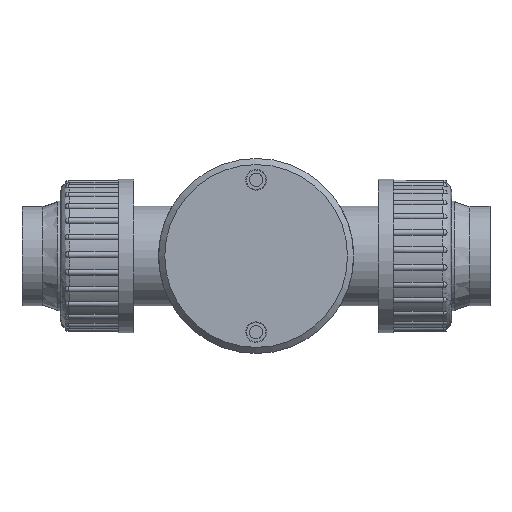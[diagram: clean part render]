
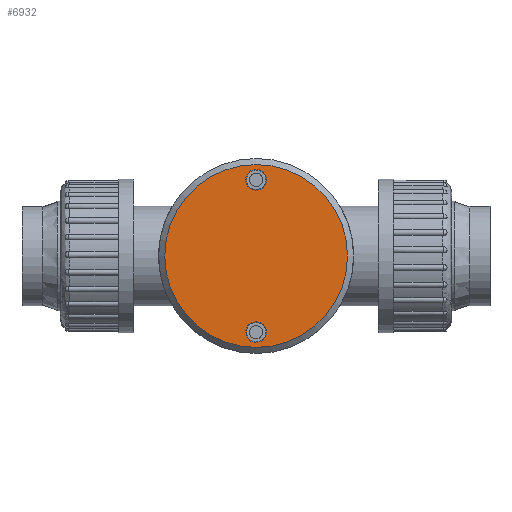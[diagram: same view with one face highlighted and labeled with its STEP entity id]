
A CAD part, front view. The second image highlights one B-rep face of the part: STEP entity #6932.
In plain terms, the highlighted planar face has unit normal (0, -1, 0).
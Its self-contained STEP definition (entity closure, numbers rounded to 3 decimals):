
#37 = ORIENTED_EDGE ( 'NONE', *, *, #805, .F. ) ;
#52 = CARTESIAN_POINT ( 'NONE',  ( 0., 0., -25. ) ) ;
#54 = CARTESIAN_POINT ( 'NONE',  ( 0., 0., 25. ) ) ;
#565 = CARTESIAN_POINT ( 'NONE',  ( 0., 0., 0. ) ) ;
#569 = AXIS2_PLACEMENT_3D ( 'NONE', #54, #5157, #7026 ) ;
#687 = FACE_BOUND ( 'NONE', #7325, .T. ) ;
#805 = EDGE_CURVE ( 'NONE', #3876, #3876, #7572, .T. ) ;
#1189 = DIRECTION ( 'NONE',  ( 0., -1., 0. ) ) ;
#1242 = CIRCLE ( 'NONE', #569, 3.175 ) ;
#1365 = DIRECTION ( 'NONE',  ( 0., -1., 0. ) ) ;
#1607 = VERTEX_POINT ( 'NONE', #3445 ) ;
#1860 = DIRECTION ( 'NONE',  ( 0., 0., 1. ) ) ;
#1902 = FACE_OUTER_BOUND ( 'NONE', #6326, .T. ) ;
#1972 = EDGE_CURVE ( 'NONE', #6116, #6116, #1242, .T. ) ;
#2130 = AXIS2_PLACEMENT_3D ( 'NONE', #5698, #1189, #1860 ) ;
#2251 = AXIS2_PLACEMENT_3D ( 'NONE', #565, #7741, #7654 ) ;
#3445 = CARTESIAN_POINT ( 'NONE',  ( 0., 0., 30. ) ) ;
#3876 = VERTEX_POINT ( 'NONE', #6451 ) ;
#3932 = DIRECTION ( 'NONE',  ( 0., 0., -1. ) ) ;
#4430 = EDGE_CURVE ( 'NONE', #1607, #1607, #4536, .T. ) ;
#4434 = AXIS2_PLACEMENT_3D ( 'NONE', #52, #1365, #3932 ) ;
#4536 = CIRCLE ( 'NONE', #2130, 30. ) ;
#5105 = FACE_BOUND ( 'NONE', #5189, .T. ) ;
#5157 = DIRECTION ( 'NONE',  ( 0., -1., 0. ) ) ;
#5189 = EDGE_LOOP ( 'NONE', ( #37 ) ) ;
#5356 = CARTESIAN_POINT ( 'NONE',  ( 0., 0., 21.825 ) ) ;
#5698 = CARTESIAN_POINT ( 'NONE',  ( 0., 0., 0. ) ) ;
#6116 = VERTEX_POINT ( 'NONE', #5356 ) ;
#6227 = ORIENTED_EDGE ( 'NONE', *, *, #4430, .T. ) ;
#6292 = PLANE ( 'NONE',  #2251 ) ;
#6326 = EDGE_LOOP ( 'NONE', ( #6227 ) ) ;
#6451 = CARTESIAN_POINT ( 'NONE',  ( 0., 0., -28.175 ) ) ;
#6932 = ADVANCED_FACE ( 'NONE', ( #1902, #687, #5105 ), #6292, .F. ) ;
#7026 = DIRECTION ( 'NONE',  ( 0., 0., -1. ) ) ;
#7218 = ORIENTED_EDGE ( 'NONE', *, *, #1972, .F. ) ;
#7325 = EDGE_LOOP ( 'NONE', ( #7218 ) ) ;
#7572 = CIRCLE ( 'NONE', #4434, 3.175 ) ;
#7654 = DIRECTION ( 'NONE',  ( 0., 0., 1. ) ) ;
#7741 = DIRECTION ( 'NONE',  ( 0., 1., 0. ) ) ;
